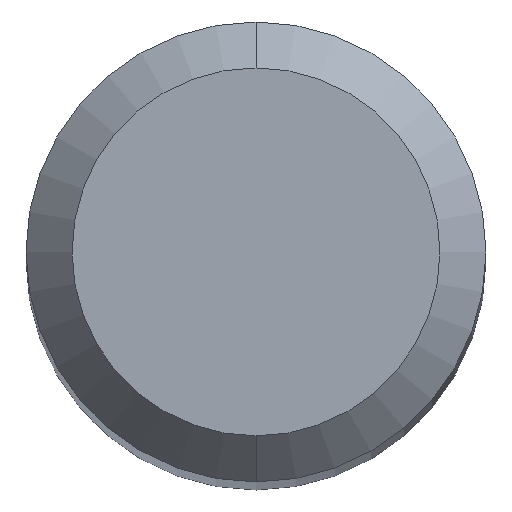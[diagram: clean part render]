
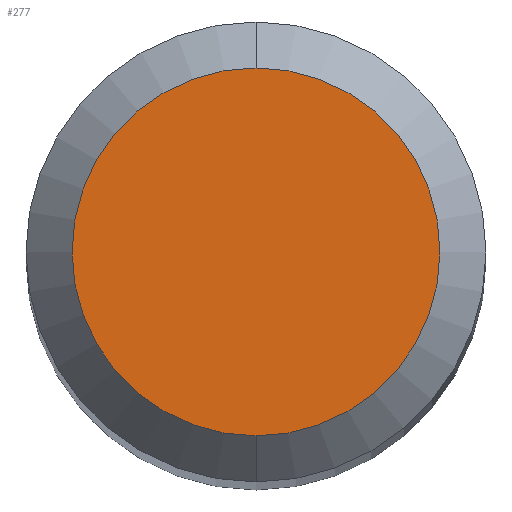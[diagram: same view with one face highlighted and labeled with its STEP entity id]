
A CAD part, top view. The second image highlights one B-rep face of the part: STEP entity #277.
In plain terms, the highlighted planar face has unit normal (0, 0, 1).
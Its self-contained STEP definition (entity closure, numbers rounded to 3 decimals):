
#201=VERTEX_POINT('',#512);
#205=EDGE_CURVE('',#201,#235,#516,.T.);
#235=VERTEX_POINT('',#547);
#277=ADVANCED_FACE('',(#594),#595,.T.);
#413=EDGE_CURVE('',#235,#201,#747,.T.);
#512=CARTESIAN_POINT('',(0.0,1.2,0.));
#516=CIRCLE('',#853,1.2);
#547=CARTESIAN_POINT('',(0.,-1.2,0.));
#594=FACE_OUTER_BOUND('',#1001,.T.);
#595=PLANE('',#1002);
#747=CIRCLE('',#1298,1.2);
#853=AXIS2_PLACEMENT_3D('',#1482,#1483,#1484);
#1001=EDGE_LOOP('',(#1556,#1557));
#1002=AXIS2_PLACEMENT_3D('',#1558,#1559,#1560);
#1298=AXIS2_PLACEMENT_3D('',#1753,#1754,#1755);
#1482=CARTESIAN_POINT('',(0.0,0.0,0.));
#1483=DIRECTION('',(0.0,0.0,-1.0));
#1484=DIRECTION('',(0.0,1.0,0.0));
#1556=ORIENTED_EDGE('',*,*,#205,.F.);
#1557=ORIENTED_EDGE('',*,*,#413,.F.);
#1558=CARTESIAN_POINT('',(0.0,0.6,0.));
#1559=DIRECTION('',(-0.0,0.0,1.0));
#1560=DIRECTION('',(0.0,-1.0,0.0));
#1753=CARTESIAN_POINT('',(0.0,0.0,0.));
#1754=DIRECTION('',(0.0,0.0,-1.0));
#1755=DIRECTION('',(0.0,1.0,0.0));
